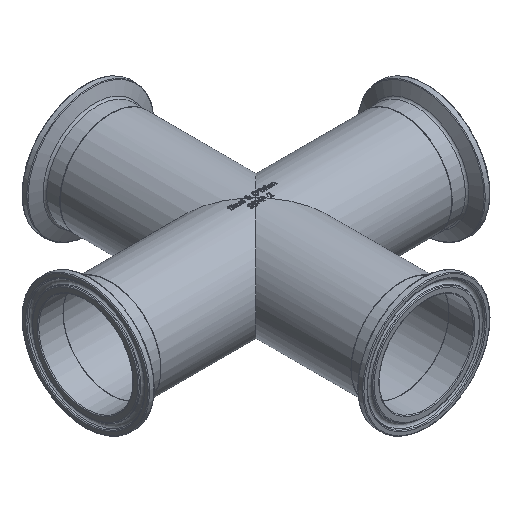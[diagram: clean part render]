
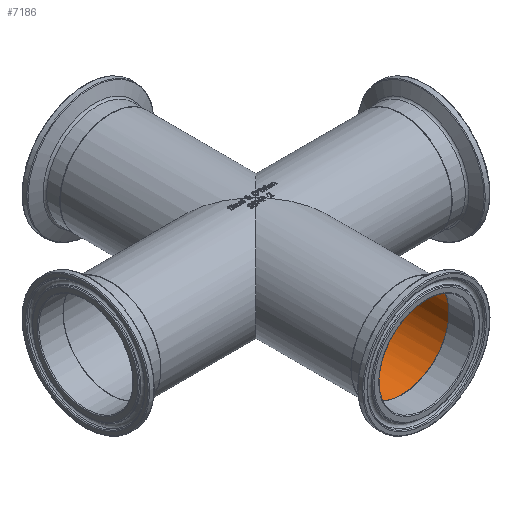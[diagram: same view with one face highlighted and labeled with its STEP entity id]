
A CAD part, isometric view. The second image highlights one B-rep face of the part: STEP entity #7186.
In plain terms, the highlighted cylindrical face has radius 23.749 mm (diameter 47.498 mm), a full revolution.
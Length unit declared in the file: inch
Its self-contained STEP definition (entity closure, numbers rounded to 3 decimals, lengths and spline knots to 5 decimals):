
#162=FACE_BOUND('',#1753,.T.);
#1247=FACE_OUTER_BOUND('',#1752,.T.);
#1752=EDGE_LOOP('',(#6472));
#1753=EDGE_LOOP('',(#6473,#6474));
#1829=ELLIPSE('',#7672,1.32229,0.935);
#1830=ELLIPSE('',#7673,1.32229,0.935);
#2021=CIRCLE('',#7671,0.935);
#3531=VERTEX_POINT('',#15732);
#3532=VERTEX_POINT('',#15734);
#3533=VERTEX_POINT('',#15735);
#4547=EDGE_CURVE('',#3531,#3531,#2021,.T.);
#4548=EDGE_CURVE('',#3532,#3533,#1829,.T.);
#4549=EDGE_CURVE('',#3533,#3532,#1830,.T.);
#6472=ORIENTED_EDGE('',*,*,#4547,.F.);
#6473=ORIENTED_EDGE('',*,*,#4548,.F.);
#6474=ORIENTED_EDGE('',*,*,#4549,.F.);
#6647=CYLINDRICAL_SURFACE('',#7670,0.935);
#7186=ADVANCED_FACE('',(#1247,#162),#6647,.F.);
#7670=AXIS2_PLACEMENT_3D('',#15731,#9036,#9037);
#7671=AXIS2_PLACEMENT_3D('',#15733,#9038,#9039);
#7672=AXIS2_PLACEMENT_3D('',#15736,#9040,#9041);
#7673=AXIS2_PLACEMENT_3D('',#15737,#9042,#9043);
#9036=DIRECTION('center_axis',(0.,-1.,0.));
#9037=DIRECTION('ref_axis',(-1.,0.,0.));
#9038=DIRECTION('center_axis',(0.,1.,0.));
#9039=DIRECTION('ref_axis',(-1.,0.,0.));
#9040=DIRECTION('center_axis',(-0.707,-0.707,0.));
#9041=DIRECTION('ref_axis',(-0.707,0.707,0.));
#9042=DIRECTION('center_axis',(0.707,-0.707,0.));
#9043=DIRECTION('ref_axis',(-0.707,-0.707,0.));
#15731=CARTESIAN_POINT('Origin',(0.,2.875,0.));
#15732=CARTESIAN_POINT('',(0.935,-2.875,0.));
#15733=CARTESIAN_POINT('Origin',(0.,-2.875,0.));
#15734=CARTESIAN_POINT('',(0.,0.,-0.935));
#15735=CARTESIAN_POINT('',(0.,0.,0.935));
#15736=CARTESIAN_POINT('Origin',(0.,0.,0.));
#15737=CARTESIAN_POINT('Origin',(0.,0.,0.));
